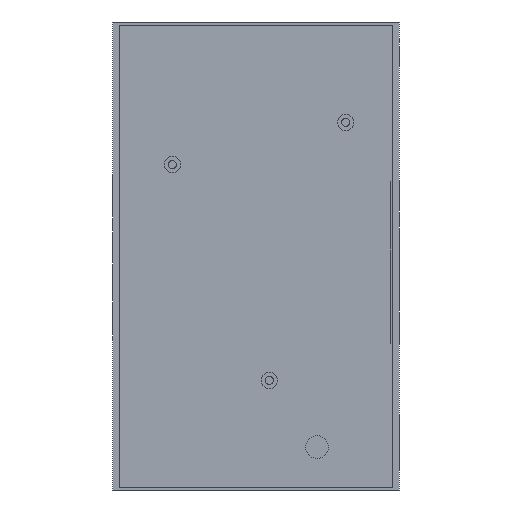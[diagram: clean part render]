
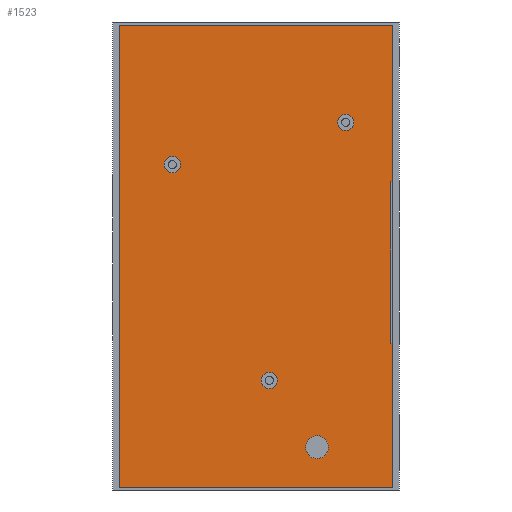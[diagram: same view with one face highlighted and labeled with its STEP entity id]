
A CAD part, left-side view. The second image highlights one B-rep face of the part: STEP entity #1523.
In plain terms, the highlighted planar face has unit normal (-1, 0, 0).
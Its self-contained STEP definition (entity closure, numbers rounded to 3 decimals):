
#18=FACE_BOUND('',#235,.T.);
#19=FACE_BOUND('',#236,.T.);
#20=FACE_BOUND('',#237,.T.);
#21=FACE_BOUND('',#238,.T.);
#66=CIRCLE('',#1640,3.);
#67=CIRCLE('',#1641,3.);
#68=CIRCLE('',#1642,3.);
#69=CIRCLE('',#1643,4.204);
#149=FACE_OUTER_BOUND('',#234,.T.);
#234=EDGE_LOOP('',(#1076,#1077,#1078,#1079,#1080,#1081,#1082,#1083,#1084,
#1085));
#235=EDGE_LOOP('',(#1086));
#236=EDGE_LOOP('',(#1087));
#237=EDGE_LOOP('',(#1088));
#238=EDGE_LOOP('',(#1089));
#354=LINE('',#2268,#510);
#356=LINE('',#2277,#512);
#359=LINE('',#2284,#515);
#370=LINE('',#2314,#526);
#371=LINE('',#2316,#527);
#372=LINE('',#2318,#528);
#373=LINE('',#2320,#529);
#374=LINE('',#2322,#530);
#375=LINE('',#2324,#531);
#376=LINE('',#2325,#532);
#510=VECTOR('',#1813,10.);
#512=VECTOR('',#1823,10.);
#515=VECTOR('',#1828,10.);
#526=VECTOR('',#1853,10.);
#527=VECTOR('',#1854,10.);
#528=VECTOR('',#1855,10.);
#529=VECTOR('',#1856,10.);
#530=VECTOR('',#1857,10.);
#531=VECTOR('',#1858,10.);
#532=VECTOR('',#1859,10.);
#667=VERTEX_POINT('',#2265);
#668=VERTEX_POINT('',#2267);
#671=VERTEX_POINT('',#2275);
#674=VERTEX_POINT('',#2283);
#686=VERTEX_POINT('',#2313);
#687=VERTEX_POINT('',#2315);
#688=VERTEX_POINT('',#2317);
#689=VERTEX_POINT('',#2319);
#690=VERTEX_POINT('',#2321);
#691=VERTEX_POINT('',#2323);
#692=VERTEX_POINT('',#2326);
#693=VERTEX_POINT('',#2328);
#694=VERTEX_POINT('',#2330);
#695=VERTEX_POINT('',#2332);
#817=EDGE_CURVE('',#668,#667,#354,.T.);
#822=EDGE_CURVE('',#667,#671,#356,.T.);
#826=EDGE_CURVE('',#674,#668,#359,.T.);
#841=EDGE_CURVE('',#671,#686,#370,.T.);
#842=EDGE_CURVE('',#686,#687,#371,.T.);
#843=EDGE_CURVE('',#687,#688,#372,.T.);
#844=EDGE_CURVE('',#688,#689,#373,.T.);
#845=EDGE_CURVE('',#689,#690,#374,.T.);
#846=EDGE_CURVE('',#690,#691,#375,.T.);
#847=EDGE_CURVE('',#691,#674,#376,.T.);
#848=EDGE_CURVE('',#692,#692,#66,.T.);
#849=EDGE_CURVE('',#693,#693,#67,.T.);
#850=EDGE_CURVE('',#694,#694,#68,.T.);
#851=EDGE_CURVE('',#695,#695,#69,.T.);
#1076=ORIENTED_EDGE('',*,*,#826,.T.);
#1077=ORIENTED_EDGE('',*,*,#817,.T.);
#1078=ORIENTED_EDGE('',*,*,#822,.T.);
#1079=ORIENTED_EDGE('',*,*,#841,.T.);
#1080=ORIENTED_EDGE('',*,*,#842,.T.);
#1081=ORIENTED_EDGE('',*,*,#843,.T.);
#1082=ORIENTED_EDGE('',*,*,#844,.T.);
#1083=ORIENTED_EDGE('',*,*,#845,.T.);
#1084=ORIENTED_EDGE('',*,*,#846,.T.);
#1085=ORIENTED_EDGE('',*,*,#847,.T.);
#1086=ORIENTED_EDGE('',*,*,#848,.T.);
#1087=ORIENTED_EDGE('',*,*,#849,.T.);
#1088=ORIENTED_EDGE('',*,*,#850,.T.);
#1089=ORIENTED_EDGE('',*,*,#851,.T.);
#1457=PLANE('',#1639);
#1523=ADVANCED_FACE('',(#149,#18,#19,#20,#21),#1457,.T.);
#1639=AXIS2_PLACEMENT_3D('',#2312,#1851,#1852);
#1640=AXIS2_PLACEMENT_3D('',#2327,#1860,#1861);
#1641=AXIS2_PLACEMENT_3D('',#2329,#1862,#1863);
#1642=AXIS2_PLACEMENT_3D('',#2331,#1864,#1865);
#1643=AXIS2_PLACEMENT_3D('',#2333,#1866,#1867);
#1813=DIRECTION('',(0.,0.,1.));
#1823=DIRECTION('',(0.,-1.,0.));
#1828=DIRECTION('',(0.,1.,0.));
#1851=DIRECTION('center_axis',(-1.,0.,0.));
#1852=DIRECTION('ref_axis',(0.,0.,1.));
#1853=DIRECTION('',(0.,0.,1.));
#1854=DIRECTION('',(0.,1.,0.));
#1855=DIRECTION('',(0.,0.,-1.));
#1856=DIRECTION('',(0.,0.,-1.));
#1857=DIRECTION('',(0.,0.,-1.));
#1858=DIRECTION('',(0.,-1.,0.));
#1859=DIRECTION('',(0.,0.,1.));
#1860=DIRECTION('center_axis',(1.,0.,0.));
#1861=DIRECTION('ref_axis',(0.,-1.,0.));
#1862=DIRECTION('center_axis',(1.,0.,0.));
#1863=DIRECTION('ref_axis',(0.,-1.,0.));
#1864=DIRECTION('center_axis',(1.,0.,0.));
#1865=DIRECTION('ref_axis',(0.,-1.,0.));
#1866=DIRECTION('center_axis',(1.,0.,0.));
#1867=DIRECTION('ref_axis',(0.,-1.,0.));
#2265=CARTESIAN_POINT('',(-1.,1.6,112.925));
#2267=CARTESIAN_POINT('',(-1.,1.6,53.668));
#2268=CARTESIAN_POINT('',(-1.,1.6,41.648));
#2275=CARTESIAN_POINT('',(-1.,1.,112.925));
#2277=CARTESIAN_POINT('',(-1.,-1.4,112.925));
#2283=CARTESIAN_POINT('',(-1.,1.,53.668));
#2284=CARTESIAN_POINT('',(-1.,-1.4,53.668));
#2312=CARTESIAN_POINT('Origin',(-1.,102.,0.));
#2313=CARTESIAN_POINT('',(-1.,1.,170.));
#2314=CARTESIAN_POINT('',(-1.,1.,85.));
#2315=CARTESIAN_POINT('',(-1.,101.,170.));
#2316=CARTESIAN_POINT('',(-1.,101.5,170.));
#2317=CARTESIAN_POINT('',(-1.,101.,114.394));
#2318=CARTESIAN_POINT('',(-1.,101.,0.5));
#2319=CARTESIAN_POINT('',(-1.,101.,55.606));
#2320=CARTESIAN_POINT('',(-1.,101.,0.5));
#2321=CARTESIAN_POINT('',(-1.,101.,1.));
#2322=CARTESIAN_POINT('',(-1.,101.,0.5));
#2323=CARTESIAN_POINT('',(-1.,1.,1.));
#2324=CARTESIAN_POINT('',(-1.,51.5,1.));
#2325=CARTESIAN_POINT('',(-1.,1.,85.));
#2326=CARTESIAN_POINT('',(-1.,49.138,40.142));
#2327=CARTESIAN_POINT('Origin',(-1.,46.138,40.142));
#2328=CARTESIAN_POINT('',(-1.,84.638,119.142));
#2329=CARTESIAN_POINT('Origin',(-1.,81.638,119.142));
#2330=CARTESIAN_POINT('',(-1.,21.138,134.642));
#2331=CARTESIAN_POINT('Origin',(-1.,18.138,134.642));
#2332=CARTESIAN_POINT('',(-1.,32.846,15.696));
#2333=CARTESIAN_POINT('Origin',(-1.,28.642,15.696));
